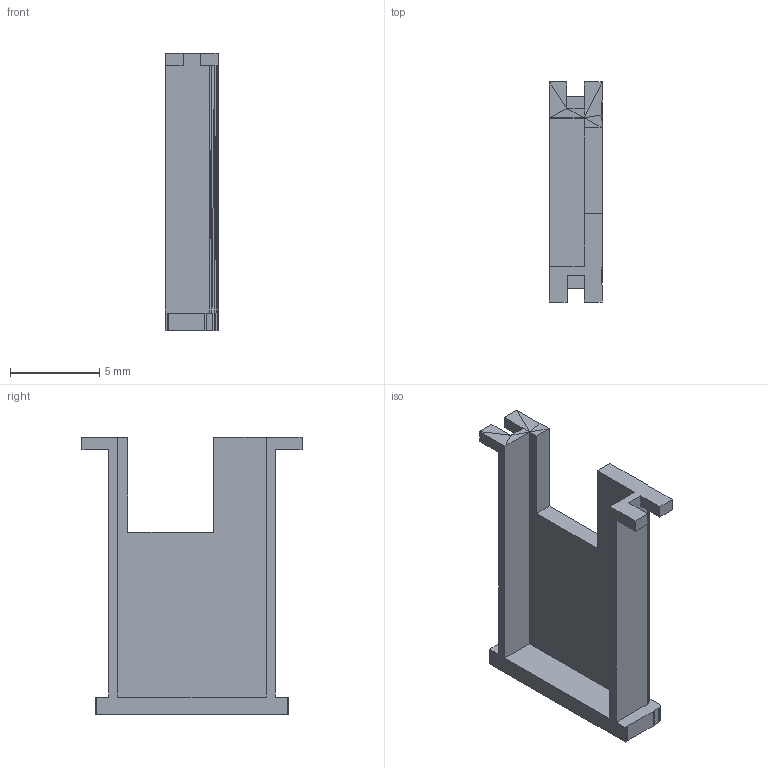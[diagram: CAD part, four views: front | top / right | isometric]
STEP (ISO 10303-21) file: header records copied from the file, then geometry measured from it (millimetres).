
FILE_DESCRIPTION(('FreeCAD Model'),'2;1');
FILE_NAME('Cradle v4.step','2021-06-14T13:42:01',('Author'),('') ,'Open CASCADE STEP processor 7.3','FreeCAD','Unknown');
FILE_SCHEMA(('AUTOMOTIVE_DESIGN { 1 0 10303 214 1 1 1 1 }'));
Length unit declared in the file: millimetre
Products named in the file (1): Solid
Bounding box: 2.97 x 12.3 x 15.52 mm (x, y, z)
Volume: 171.9 mm3; surface area: 476 mm2
Topology: 1 solids, 1 shells, 106 faces, 229 edges, 125 vertices
Faces by surface type: plane 106
Entity records: 5649 total; most frequent: CARTESIAN_POINT 1000, DIRECTION 826, LINE 612, VECTOR 612, ORIENTED_EDGE 460, PCURVE 460, DEFINITIONAL_REPRESENTATION 460, EDGE_CURVE 230
